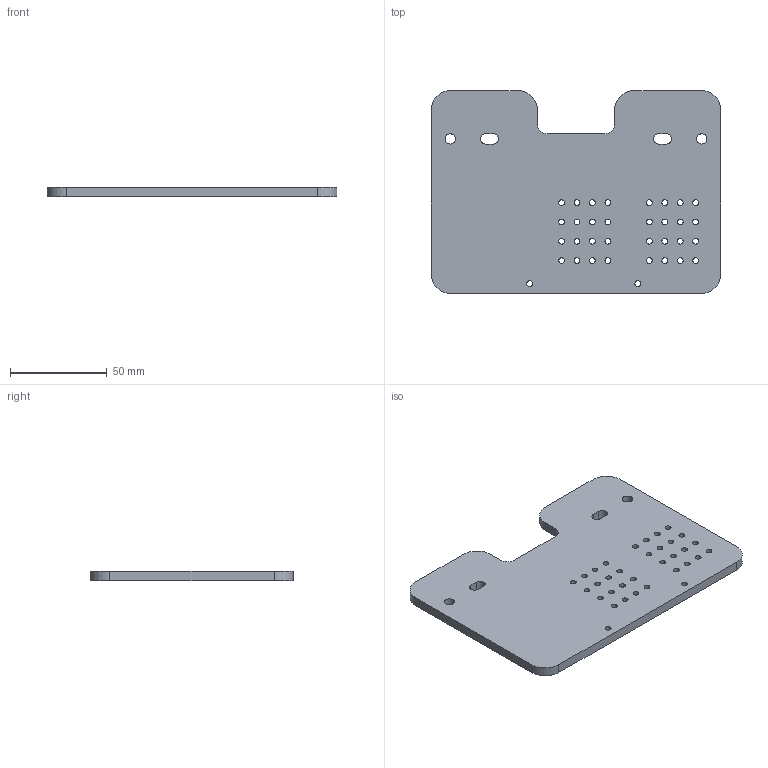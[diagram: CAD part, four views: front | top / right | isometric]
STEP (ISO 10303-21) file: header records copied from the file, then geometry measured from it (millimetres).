
FILE_DESCRIPTION(/* description */ (''),/* implementation_level */ '2;1');
FILE_NAME(/* name */ '合页连接板-方案二-改 v12.step',/* time_stamp */ '2022-10-01T10:54:33+08:00',/* author */ (''),/* organization */ (''),/* preprocessor_version */ 'ST-DEVELOPER v19',/* originating_system */ 'Autodesk Translation Framework v11.7.0.108',/* authorisation */ '');
FILE_SCHEMA (('AUTOMOTIVE_DESIGN { 1 0 10303 214 3 1 1 }'));
Length unit declared in the file: millimetre
Products named in the file (1): 合页连接板-方案二-改
Bounding box: 150 x 105 x 5 mm (x, y, z)
Volume: 71832.6 mm3; surface area: 33373.1 mm2
Topology: 1 solids, 1 shells, 62 faces, 180 edges, 120 vertices
Faces by surface type: cylinder 48, plane 14
Full cylindrical faces by diameter (mm): 3 x32, 3.05 x2, 5.3 x2
Entity records: 2285 total; most frequent: DIRECTION 402, CARTESIAN_POINT 363, ORIENTED_EDGE 360, EDGE_CURVE 180, AXIS2_PLACEMENT_3D 159, EDGE_LOOP 138, VERTEX_POINT 120, CIRCLE 96
